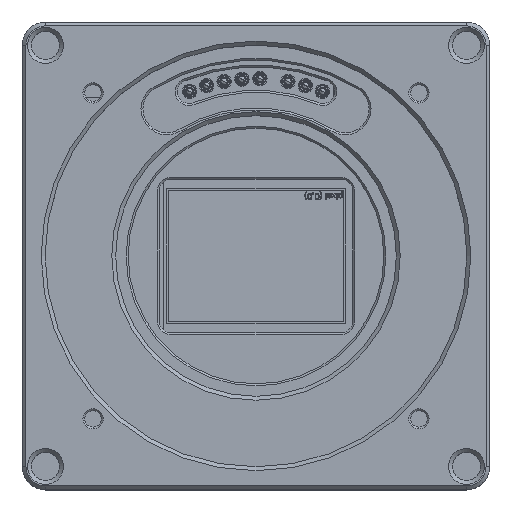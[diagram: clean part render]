
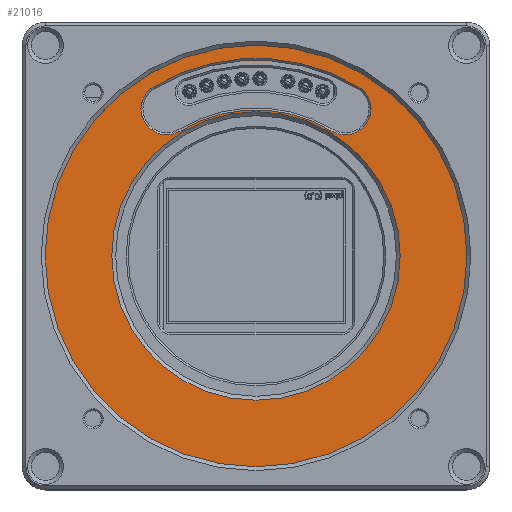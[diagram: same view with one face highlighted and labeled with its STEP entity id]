
A CAD part, top view. The second image highlights one B-rep face of the part: STEP entity #21016.
In plain terms, the highlighted planar face has unit normal (0, 0, 1).
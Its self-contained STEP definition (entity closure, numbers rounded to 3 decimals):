
#14857=PLANE('',#99981);
#17786=FACE_BOUND('',#30871,.T.);
#17787=FACE_BOUND('',#30872,.T.);
#17788=FACE_BOUND('',#30873,.T.);
#21016=ADVANCED_FACE('',(#17786,#17787,#17788),#14857,.T.);
#30871=EDGE_LOOP('',(#41183));
#30872=EDGE_LOOP('',(#41184,#41185,#41186,#41187,#41188,#41189,#41190,#41191));
#30873=EDGE_LOOP('',(#41192));
#36802=CIRCLE('',#99973,18.5);
#36803=CIRCLE('',#99974,25.35);
#36804=CIRCLE('',#99975,3.25);
#36805=CIRCLE('',#99976,3.25);
#36806=CIRCLE('',#99977,18.75);
#36807=CIRCLE('',#99978,3.25);
#36808=CIRCLE('',#99979,3.25);
#36809=CIRCLE('',#99980,27.05);
#41183=ORIENTED_EDGE('',*,*,#71924,.T.);
#41184=ORIENTED_EDGE('',*,*,#71925,.T.);
#41185=ORIENTED_EDGE('',*,*,#71926,.T.);
#41186=ORIENTED_EDGE('',*,*,#71927,.T.);
#41187=ORIENTED_EDGE('',*,*,#71928,.T.);
#41188=ORIENTED_EDGE('',*,*,#71929,.T.);
#41189=ORIENTED_EDGE('',*,*,#71930,.T.);
#41190=ORIENTED_EDGE('',*,*,#71931,.T.);
#41191=ORIENTED_EDGE('',*,*,#71932,.T.);
#41192=ORIENTED_EDGE('',*,*,#71933,.F.);
#63761=VERTEX_POINT('',#133831);
#63762=VERTEX_POINT('',#133833);
#63763=VERTEX_POINT('',#133834);
#63764=VERTEX_POINT('',#133836);
#63765=VERTEX_POINT('',#133838);
#63766=VERTEX_POINT('',#133840);
#63767=VERTEX_POINT('',#133842);
#63768=VERTEX_POINT('',#133844);
#63769=VERTEX_POINT('',#133846);
#63770=VERTEX_POINT('',#133849);
#71924=EDGE_CURVE('',#63761,#63761,#36802,.T.);
#71925=EDGE_CURVE('',#63762,#63763,#36803,.T.);
#71926=EDGE_CURVE('',#63763,#63764,#36804,.T.);
#71927=EDGE_CURVE('',#63764,#63765,#83312,.T.);
#71928=EDGE_CURVE('',#63765,#63766,#36805,.T.);
#71929=EDGE_CURVE('',#63766,#63767,#36806,.T.);
#71930=EDGE_CURVE('',#63767,#63768,#36807,.T.);
#71931=EDGE_CURVE('',#63768,#63769,#83313,.T.);
#71932=EDGE_CURVE('',#63769,#63762,#36808,.T.);
#71933=EDGE_CURVE('',#63770,#63770,#36809,.T.);
#83312=LINE('',#133837,#91468);
#83313=LINE('',#133845,#91469);
#91468=VECTOR('',#109295,1.);
#91469=VECTOR('',#109302,1.);
#99973=AXIS2_PLACEMENT_3D('',#133830,#109289,#109290);
#99974=AXIS2_PLACEMENT_3D('',#133832,#109291,#109292);
#99975=AXIS2_PLACEMENT_3D('',#133835,#109293,#109294);
#99976=AXIS2_PLACEMENT_3D('',#133839,#109296,#109297);
#99977=AXIS2_PLACEMENT_3D('',#133841,#109298,#109299);
#99978=AXIS2_PLACEMENT_3D('',#133843,#109300,#109301);
#99979=AXIS2_PLACEMENT_3D('',#133847,#109303,#109304);
#99980=AXIS2_PLACEMENT_3D('',#133848,#109305,#109306);
#99981=AXIS2_PLACEMENT_3D('',#133850,#109307,#109308);
#109289=DIRECTION('',(0.,0.,-1.));
#109290=DIRECTION('',(1.,0.,0.));
#109291=DIRECTION('',(0.,0.,-1.));
#109292=DIRECTION('',(1.,0.,0.));
#109293=DIRECTION('',(0.,0.,-1.));
#109294=DIRECTION('',(1.,0.,0.));
#109295=DIRECTION('',(-0.632,-0.775,0.));
#109296=DIRECTION('',(0.,0.,-1.));
#109297=DIRECTION('',(1.,0.,0.));
#109298=DIRECTION('',(0.,0.,1.));
#109299=DIRECTION('',(1.,0.,0.));
#109300=DIRECTION('',(0.,0.,-1.));
#109301=DIRECTION('',(1.,0.,0.));
#109302=DIRECTION('',(-0.632,0.775,0.));
#109303=DIRECTION('',(0.,0.,-1.));
#109304=DIRECTION('',(1.,0.,0.));
#109305=DIRECTION('',(0.,0.,-1.));
#109306=DIRECTION('',(1.,0.,0.));
#109307=DIRECTION('',(0.,0.,1.));
#109308=DIRECTION('',(1.,0.,0.));
#133830=CARTESIAN_POINT('',(0.,0.,10.));
#133831=CARTESIAN_POINT('',(18.5,0.,10.));
#133832=CARTESIAN_POINT('',(0.,0.,10.));
#133833=CARTESIAN_POINT('',(-13.194,21.646,10.));
#133834=CARTESIAN_POINT('',(13.194,21.646,10.));
#133835=CARTESIAN_POINT('',(11.503,18.871,10.));
#133836=CARTESIAN_POINT('',(14.023,16.818,10.));
#133837=CARTESIAN_POINT('',(0.194,-0.158,10.));
#133838=CARTESIAN_POINT('',(13.959,16.74,10.));
#133839=CARTESIAN_POINT('',(11.439,18.792,10.));
#133840=CARTESIAN_POINT('',(9.749,16.016,10.));
#133841=CARTESIAN_POINT('',(0.,0.,10.));
#133842=CARTESIAN_POINT('',(-9.749,16.016,10.));
#133843=CARTESIAN_POINT('',(-11.439,18.792,10.));
#133844=CARTESIAN_POINT('',(-13.959,16.74,10.));
#133845=CARTESIAN_POINT('',(-0.194,-0.158,10.));
#133846=CARTESIAN_POINT('',(-14.023,16.818,10.));
#133847=CARTESIAN_POINT('',(-11.503,18.871,10.));
#133848=CARTESIAN_POINT('',(0.,0.,10.));
#133849=CARTESIAN_POINT('',(27.05,0.,10.));
#133850=CARTESIAN_POINT('',(0.,0.,10.));
